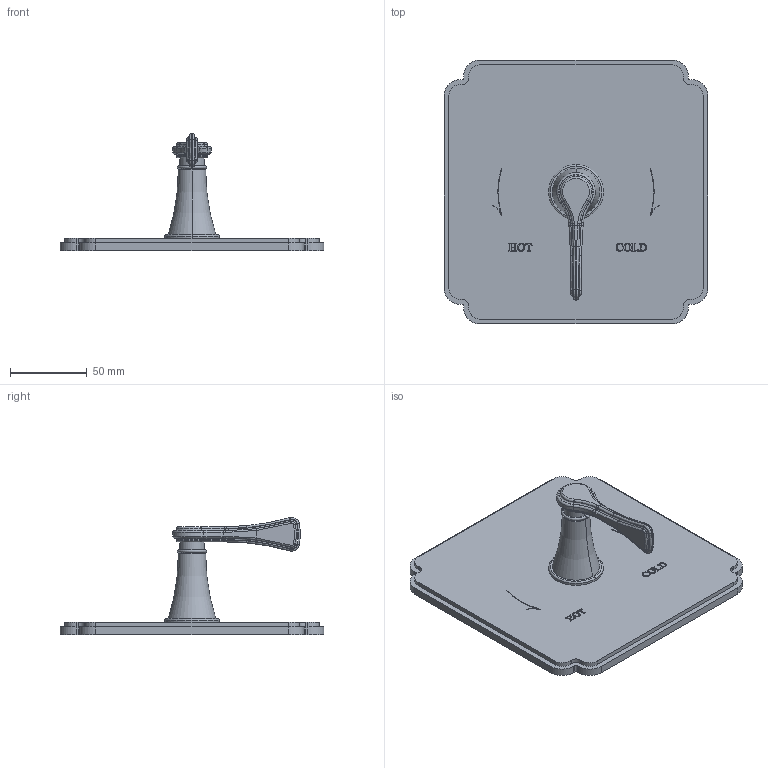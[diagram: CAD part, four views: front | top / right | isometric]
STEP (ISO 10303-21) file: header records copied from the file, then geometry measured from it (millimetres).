
FILE_DESCRIPTION((''),'2;1');
FILE_NAME('4-2534BP','2021-06-04T14:13:09',('jinson.thomas'),(''),'CREO PARAMETRIC BY PTC INC, 2018400','CREO PARAMETRIC BY PTC INC, 2018400','');
FILE_SCHEMA(('CONFIG_CONTROL_DESIGN'));
Length unit declared in the file: inch
Products named in the file (1): 4-2534BP
Bounding box: 171.45 x 171.45 x 76.2 mm (x, y, z)
Volume: 250805.5 mm3; surface area: 68934.5 mm2
Topology: 1 solids, 1 shells, 356 faces, 931 edges, 596 vertices
Faces by surface type: plane 109, extrusion 99, bspline 57, cylinder 53, torus 38
Entity records: 13645 total; most frequent: CARTESIAN_POINT 5447, ORIENTED_EDGE 1862, DIRECTION 1384, EDGE_CURVE 931, VERTEX_POINT 596, VECTOR 500, AXIS2_PLACEMENT_3D 442, LINE 401
